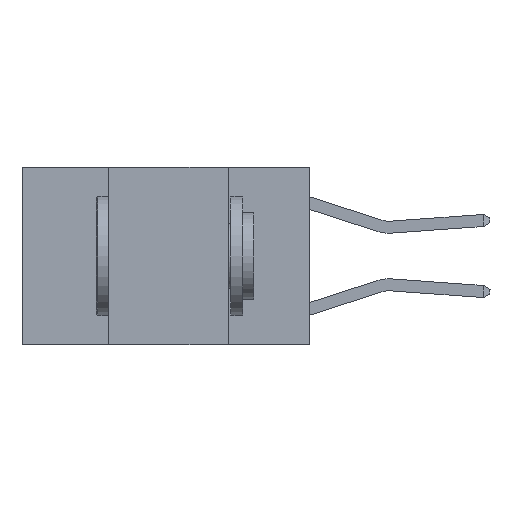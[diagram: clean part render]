
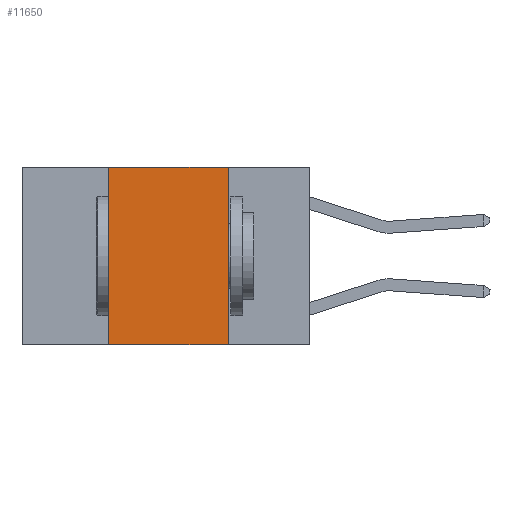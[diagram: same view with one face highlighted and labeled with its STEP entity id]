
A CAD part, left-side view. The second image highlights one B-rep face of the part: STEP entity #11650.
In plain terms, the highlighted planar face has unit normal (-1, 0, 0).
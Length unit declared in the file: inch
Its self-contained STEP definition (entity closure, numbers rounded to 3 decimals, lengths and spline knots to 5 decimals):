
#602 = CARTESIAN_POINT ( 'NONE',  ( 0., 0.6, 0. ) ) ;
#610 = DIRECTION ( 'NONE',  ( 1., 0., 0. ) ) ;
#2730 = CARTESIAN_POINT ( 'NONE',  ( 0., 0.6, 0. ) ) ;
#2784 = LINE ( 'NONE', #7094, #21307 ) ;
#3442 = CARTESIAN_POINT ( 'NONE',  ( 0., 0.6, -0.37 ) ) ;
#5667 = AXIS2_PLACEMENT_3D ( 'NONE', #2730, #610, #15704 ) ;
#6151 = LINE ( 'NONE', #602, #27558 ) ;
#7033 = EDGE_CURVE ( 'NONE', #18426, #20628, #2784, .T. ) ;
#7094 = CARTESIAN_POINT ( 'NONE',  ( 0., 0.42, 0. ) ) ;
#7813 = VECTOR ( 'NONE', #16130, 39.37008 ) ;
#8238 = VERTEX_POINT ( 'NONE', #21631 ) ;
#8482 = LINE ( 'NONE', #24608, #7813 ) ;
#10976 = LINE ( 'NONE', #3442, #22417 ) ;
#11553 = ORIENTED_EDGE ( 'NONE', *, *, #7033, .F. ) ;
#11650 = ADVANCED_FACE ( 'NONE', ( #27027 ), #13540, .F. ) ;
#12081 = DIRECTION ( 'NONE',  ( 0., -1., 0. ) ) ;
#12293 = CARTESIAN_POINT ( 'NONE',  ( 0., 0.42, -0.37 ) ) ;
#13534 = DIRECTION ( 'NONE',  ( 0., -1., 0. ) ) ;
#13540 = PLANE ( 'NONE',  #5667 ) ;
#13611 = DIRECTION ( 'NONE',  ( 0., 0., 1. ) ) ;
#15704 = DIRECTION ( 'NONE',  ( 0., 0., -1. ) ) ;
#15873 = EDGE_CURVE ( 'NONE', #8238, #19220, #8482, .T. ) ;
#16130 = DIRECTION ( 'NONE',  ( 0., 0., -1. ) ) ;
#18426 = VERTEX_POINT ( 'NONE', #12293 ) ;
#19038 = EDGE_CURVE ( 'NONE', #18426, #19220, #10976, .T. ) ;
#19220 = VERTEX_POINT ( 'NONE', #25369 ) ;
#19641 = ORIENTED_EDGE ( 'NONE', *, *, #15873, .F. ) ;
#19977 = ORIENTED_EDGE ( 'NONE', *, *, #19038, .T. ) ;
#20628 = VERTEX_POINT ( 'NONE', #27677 ) ;
#21238 = EDGE_CURVE ( 'NONE', #20628, #8238, #6151, .T. ) ;
#21307 = VECTOR ( 'NONE', #13611, 39.37008 ) ;
#21631 = CARTESIAN_POINT ( 'NONE',  ( 0., 0.17, 0. ) ) ;
#22417 = VECTOR ( 'NONE', #12081, 39.37008 ) ;
#24608 = CARTESIAN_POINT ( 'NONE',  ( 0., 0.17, 0. ) ) ;
#25369 = CARTESIAN_POINT ( 'NONE',  ( 0., 0.17, -0.37 ) ) ;
#26596 = ORIENTED_EDGE ( 'NONE', *, *, #21238, .F. ) ;
#26760 = EDGE_LOOP ( 'NONE', ( #19641, #26596, #11553, #19977 ) ) ;
#27027 = FACE_OUTER_BOUND ( 'NONE', #26760, .T. ) ;
#27558 = VECTOR ( 'NONE', #13534, 39.37008 ) ;
#27677 = CARTESIAN_POINT ( 'NONE',  ( 0., 0.42, 0. ) ) ;
